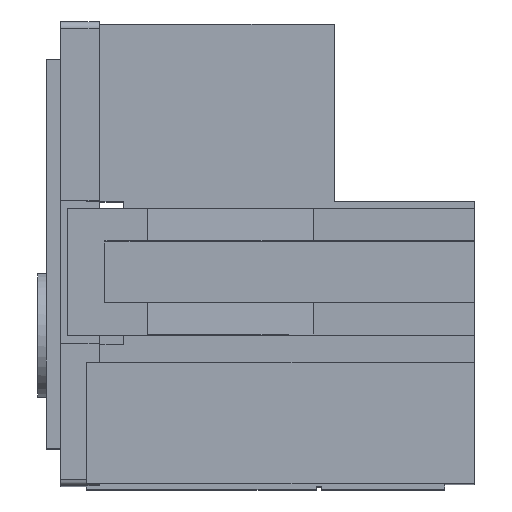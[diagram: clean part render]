
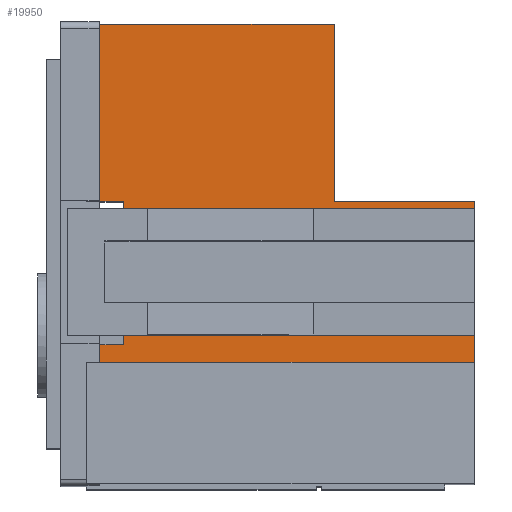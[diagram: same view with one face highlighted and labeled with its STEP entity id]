
A CAD part, top view. The second image highlights one B-rep face of the part: STEP entity #19950.
In plain terms, the highlighted planar face has unit normal (0, 0, 1).
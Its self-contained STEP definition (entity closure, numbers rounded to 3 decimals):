
#89 = ORIENTED_EDGE ( 'NONE', *, *, #74367, .F. ) ;
#1665 = LINE ( 'NONE', #26441, #49711 ) ;
#2930 = ORIENTED_EDGE ( 'NONE', *, *, #37484, .F. ) ;
#3397 = EDGE_CURVE ( 'NONE', #60838, #38660, #42242, .T. ) ;
#4313 = DIRECTION ( 'NONE',  ( 0., 1., 0. ) ) ;
#5300 = DIRECTION ( 'NONE',  ( -1., 0., 0. ) ) ;
#5531 = LINE ( 'NONE', #11225, #15158 ) ;
#6738 = LINE ( 'NONE', #31485, #56427 ) ;
#8330 = DIRECTION ( 'NONE',  ( 0., -1., 0. ) ) ;
#8798 = CARTESIAN_POINT ( 'NONE',  ( 15.07, 7.05, 31.325 ) ) ;
#9777 = EDGE_CURVE ( 'NONE', #79863, #46879, #42732, .T. ) ;
#11188 = ORIENTED_EDGE ( 'NONE', *, *, #53782, .F. ) ;
#11225 = CARTESIAN_POINT ( 'NONE',  ( 18.4, 13.4, 31.325 ) ) ;
#11795 = DIRECTION ( 'NONE',  ( -1., 0., 0. ) ) ;
#12147 = CARTESIAN_POINT ( 'NONE',  ( 18.4, 5.75, 31.325 ) ) ;
#12223 = EDGE_CURVE ( 'NONE', #15562, #56100, #6738, .T. ) ;
#13831 = VECTOR ( 'NONE', #14629, 1000. ) ;
#14629 = DIRECTION ( 'NONE',  ( 0., 1., 0. ) ) ;
#15158 = VECTOR ( 'NONE', #35565, 1000. ) ;
#15562 = VERTEX_POINT ( 'NONE', #54346 ) ;
#15789 = EDGE_CURVE ( 'NONE', #56100, #56227, #5531, .T. ) ;
#16202 = CARTESIAN_POINT ( 'NONE',  ( 18.4, 7.05, 31.325 ) ) ;
#16345 = CARTESIAN_POINT ( 'NONE',  ( 1.75, 6.6, 31.325 ) ) ;
#16880 = ORIENTED_EDGE ( 'NONE', *, *, #75757, .T. ) ;
#19384 = DIRECTION ( 'NONE',  ( 1., 0., 0. ) ) ;
#19950 = ADVANCED_FACE ( 'NONE', ( #23994 ), #48768, .F. ) ;
#20916 = VECTOR ( 'NONE', #19384, 1000. ) ;
#21050 = VERTEX_POINT ( 'NONE', #16202 ) ;
#21542 = VERTEX_POINT ( 'NONE', #69230 ) ;
#22331 = CARTESIAN_POINT ( 'NONE',  ( 1.75, 13.4, 31.325 ) ) ;
#22349 = VERTEX_POINT ( 'NONE', #33602 ) ;
#23691 = EDGE_LOOP ( 'NONE', ( #25924, #23991, #89, #53348, #2930, #62122, #16880, #40322, #41440, #41533, #35575, #45351, #73230, #11188 ) ) ;
#23991 = ORIENTED_EDGE ( 'NONE', *, *, #67311, .F. ) ;
#23994 = FACE_OUTER_BOUND ( 'NONE', #23691, .T. ) ;
#24427 = CARTESIAN_POINT ( 'NONE',  ( 15.07, 13.05, 31.325 ) ) ;
#25097 = AXIS2_PLACEMENT_3D ( 'NONE', #73525, #67420, #11795 ) ;
#25859 = EDGE_CURVE ( 'NONE', #22349, #21050, #52648, .T. ) ;
#25924 = ORIENTED_EDGE ( 'NONE', *, *, #9777, .F. ) ;
#26441 = CARTESIAN_POINT ( 'NONE',  ( 15.07, 7.05, 31.325 ) ) ;
#26995 = EDGE_CURVE ( 'NONE', #60331, #46322, #39553, .T. ) ;
#31269 = VECTOR ( 'NONE', #5300, 1000. ) ;
#31485 = CARTESIAN_POINT ( 'NONE',  ( 11.75, 13.4, 31.325 ) ) ;
#32415 = DIRECTION ( 'NONE',  ( -1., 0., 0. ) ) ;
#32653 = CARTESIAN_POINT ( 'NONE',  ( 0., 13.4, 31.325 ) ) ;
#33602 = CARTESIAN_POINT ( 'NONE',  ( 15.07, 7.05, 31.325 ) ) ;
#33623 = LINE ( 'NONE', #38896, #70629 ) ;
#34260 = DIRECTION ( 'NONE',  ( 1., 0., 0. ) ) ;
#35565 = DIRECTION ( 'NONE',  ( 1., 0., 0. ) ) ;
#35575 = ORIENTED_EDGE ( 'NONE', *, *, #71007, .T. ) ;
#37484 = EDGE_CURVE ( 'NONE', #60331, #38660, #58558, .T. ) ;
#37812 = DIRECTION ( 'NONE',  ( 0., 1., 0. ) ) ;
#38660 = VERTEX_POINT ( 'NONE', #54397 ) ;
#38824 = VERTEX_POINT ( 'NONE', #46843 ) ;
#38896 = CARTESIAN_POINT ( 'NONE',  ( 1.75, 13.4, 31.325 ) ) ;
#39470 = VECTOR ( 'NONE', #40279, 1000. ) ;
#39553 = LINE ( 'NONE', #71214, #64657 ) ;
#39601 = CARTESIAN_POINT ( 'NONE',  ( 0., 5.75, 31.325 ) ) ;
#40279 = DIRECTION ( 'NONE',  ( 0., 1., 0. ) ) ;
#40322 = ORIENTED_EDGE ( 'NONE', *, *, #25859, .F. ) ;
#40943 = CARTESIAN_POINT ( 'NONE',  ( 18.4, 21.8, 31.325 ) ) ;
#41278 = LINE ( 'NONE', #59927, #78459 ) ;
#41440 = ORIENTED_EDGE ( 'NONE', *, *, #75305, .T. ) ;
#41533 = ORIENTED_EDGE ( 'NONE', *, *, #77635, .T. ) ;
#42242 = LINE ( 'NONE', #67014, #31269 ) ;
#42732 = LINE ( 'NONE', #48845, #51026 ) ;
#45351 = ORIENTED_EDGE ( 'NONE', *, *, #15789, .F. ) ;
#46322 = VERTEX_POINT ( 'NONE', #12147 ) ;
#46843 = CARTESIAN_POINT ( 'NONE',  ( 18.4, 13.05, 31.325 ) ) ;
#46879 = VERTEX_POINT ( 'NONE', #76759 ) ;
#48768 = PLANE ( 'NONE',  #25097 ) ;
#48845 = CARTESIAN_POINT ( 'NONE',  ( 0., 21.8, 31.325 ) ) ;
#49711 = VECTOR ( 'NONE', #37812, 1000. ) ;
#50093 = CARTESIAN_POINT ( 'NONE',  ( 11.75, 13.4, 31.325 ) ) ;
#51026 = VECTOR ( 'NONE', #73186, 1000. ) ;
#51897 = DIRECTION ( 'NONE',  ( 1., 0., 0. ) ) ;
#52354 = VECTOR ( 'NONE', #51897, 1000. ) ;
#52648 = LINE ( 'NONE', #8798, #65310 ) ;
#53348 = ORIENTED_EDGE ( 'NONE', *, *, #3397, .T. ) ;
#53782 = EDGE_CURVE ( 'NONE', #46879, #15562, #57171, .T. ) ;
#54346 = CARTESIAN_POINT ( 'NONE',  ( 11.75, 21.8, 31.325 ) ) ;
#54397 = CARTESIAN_POINT ( 'NONE',  ( 0., 6.6, 31.325 ) ) ;
#56100 = VERTEX_POINT ( 'NONE', #50093 ) ;
#56227 = VERTEX_POINT ( 'NONE', #78851 ) ;
#56427 = VECTOR ( 'NONE', #8330, 1000. ) ;
#56787 = CARTESIAN_POINT ( 'NONE',  ( 0., 21.8, 31.325 ) ) ;
#57171 = LINE ( 'NONE', #56787, #52354 ) ;
#58012 = DIRECTION ( 'NONE',  ( 0., 1., 0. ) ) ;
#58558 = LINE ( 'NONE', #70747, #39470 ) ;
#59927 = CARTESIAN_POINT ( 'NONE',  ( 18.4, 13.05, 31.325 ) ) ;
#60331 = VERTEX_POINT ( 'NONE', #39601 ) ;
#60838 = VERTEX_POINT ( 'NONE', #16345 ) ;
#62040 = CARTESIAN_POINT ( 'NONE',  ( 18.4, 13.05, 31.325 ) ) ;
#62122 = ORIENTED_EDGE ( 'NONE', *, *, #26995, .T. ) ;
#64657 = VECTOR ( 'NONE', #34260, 1000. ) ;
#65310 = VECTOR ( 'NONE', #76575, 1000. ) ;
#67014 = CARTESIAN_POINT ( 'NONE',  ( 1.75, 6.6, 31.325 ) ) ;
#67311 = EDGE_CURVE ( 'NONE', #21542, #79863, #33623, .T. ) ;
#67420 = DIRECTION ( 'NONE',  ( 0., 0., -1. ) ) ;
#69230 = CARTESIAN_POINT ( 'NONE',  ( 1.75, 13.4, 31.325 ) ) ;
#70629 = VECTOR ( 'NONE', #32415, 1000. ) ;
#70747 = CARTESIAN_POINT ( 'NONE',  ( 0., 21.8, 31.325 ) ) ;
#71007 = EDGE_CURVE ( 'NONE', #38824, #56227, #41278, .T. ) ;
#71214 = CARTESIAN_POINT ( 'NONE',  ( 0., 5.75, 31.325 ) ) ;
#72519 = VERTEX_POINT ( 'NONE', #24427 ) ;
#73186 = DIRECTION ( 'NONE',  ( 0., 1., 0. ) ) ;
#73230 = ORIENTED_EDGE ( 'NONE', *, *, #12223, .F. ) ;
#73525 = CARTESIAN_POINT ( 'NONE',  ( 0., 21.8, 31.325 ) ) ;
#73813 = LINE ( 'NONE', #62040, #20916 ) ;
#74367 = EDGE_CURVE ( 'NONE', #60838, #21542, #77950, .T. ) ;
#75209 = VECTOR ( 'NONE', #58012, 1000. ) ;
#75305 = EDGE_CURVE ( 'NONE', #22349, #72519, #1665, .T. ) ;
#75757 = EDGE_CURVE ( 'NONE', #46322, #21050, #77064, .T. ) ;
#76575 = DIRECTION ( 'NONE',  ( 1., 0., 0. ) ) ;
#76759 = CARTESIAN_POINT ( 'NONE',  ( 0., 21.8, 31.325 ) ) ;
#77064 = LINE ( 'NONE', #40943, #75209 ) ;
#77635 = EDGE_CURVE ( 'NONE', #72519, #38824, #73813, .T. ) ;
#77950 = LINE ( 'NONE', #22331, #13831 ) ;
#78459 = VECTOR ( 'NONE', #4313, 1000. ) ;
#78851 = CARTESIAN_POINT ( 'NONE',  ( 18.4, 13.4, 31.325 ) ) ;
#79863 = VERTEX_POINT ( 'NONE', #32653 ) ;
